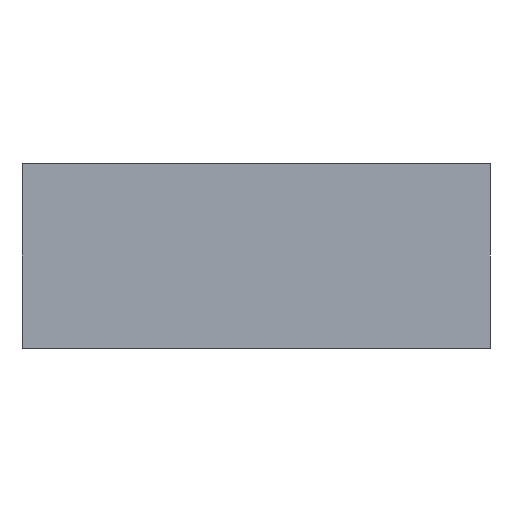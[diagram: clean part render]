
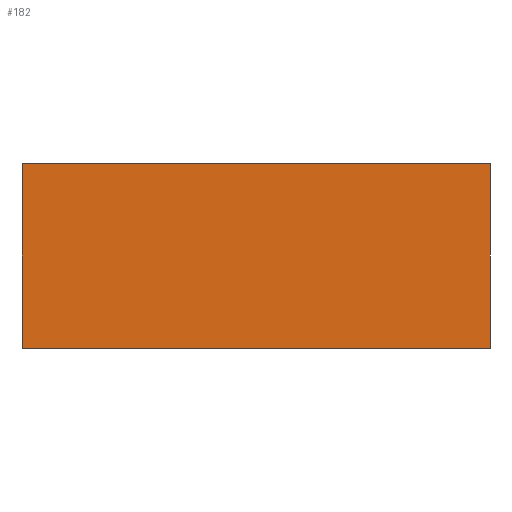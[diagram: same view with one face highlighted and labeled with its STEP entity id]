
A CAD part, front view. The second image highlights one B-rep face of the part: STEP entity #182.
In plain terms, the highlighted planar face has unit normal (0, -1, 0).
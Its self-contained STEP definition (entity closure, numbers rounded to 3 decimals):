
#20 = DIRECTION ( 'NONE',  ( 0., 0., -1. ) ) ;
#25 = EDGE_CURVE ( 'NONE', #167, #29, #318, .T. ) ;
#27 = CARTESIAN_POINT ( 'NONE',  ( -12.7, 0., 10. ) ) ;
#29 = VERTEX_POINT ( 'NONE', #379 ) ;
#34 = CARTESIAN_POINT ( 'NONE',  ( 12.7, 0., 10. ) ) ;
#54 = CARTESIAN_POINT ( 'NONE',  ( -12.7, 0., 10. ) ) ;
#60 = DIRECTION ( 'NONE',  ( 0., 0., -1. ) ) ;
#62 = VECTOR ( 'NONE', #356, 1000. ) ;
#75 = VERTEX_POINT ( 'NONE', #347 ) ;
#86 = FACE_OUTER_BOUND ( 'NONE', #254, .T. ) ;
#90 = DIRECTION ( 'NONE',  ( -1., 0., 0. ) ) ;
#91 = CARTESIAN_POINT ( 'NONE',  ( -12.7, 0., 10. ) ) ;
#116 = LINE ( 'NONE', #34, #325 ) ;
#122 = EDGE_CURVE ( 'NONE', #29, #201, #323, .T. ) ;
#163 = ORIENTED_EDGE ( 'NONE', *, *, #25, .T. ) ;
#167 = VERTEX_POINT ( 'NONE', #91 ) ;
#182 = ADVANCED_FACE ( 'NONE', ( #86 ), #214, .F. ) ;
#199 = ORIENTED_EDGE ( 'NONE', *, *, #243, .F. ) ;
#201 = VERTEX_POINT ( 'NONE', #307 ) ;
#211 = CARTESIAN_POINT ( 'NONE',  ( -12.7, 0., 10. ) ) ;
#214 = PLANE ( 'NONE',  #306 ) ;
#216 = EDGE_CURVE ( 'NONE', #75, #201, #116, .T. ) ;
#243 = EDGE_CURVE ( 'NONE', #167, #75, #330, .T. ) ;
#244 = DIRECTION ( 'NONE',  ( 0., 1., 0. ) ) ;
#254 = EDGE_LOOP ( 'NONE', ( #285, #278, #199, #163 ) ) ;
#278 = ORIENTED_EDGE ( 'NONE', *, *, #216, .F. ) ;
#285 = ORIENTED_EDGE ( 'NONE', *, *, #122, .T. ) ;
#298 = VECTOR ( 'NONE', #349, 1000. ) ;
#306 = AXIS2_PLACEMENT_3D ( 'NONE', #27, #244, #90 ) ;
#307 = CARTESIAN_POINT ( 'NONE',  ( 12.7, 0., 0. ) ) ;
#318 = LINE ( 'NONE', #211, #367 ) ;
#319 = CARTESIAN_POINT ( 'NONE',  ( -12.7, 0., 0. ) ) ;
#323 = LINE ( 'NONE', #319, #298 ) ;
#325 = VECTOR ( 'NONE', #60, 1000. ) ;
#330 = LINE ( 'NONE', #54, #62 ) ;
#347 = CARTESIAN_POINT ( 'NONE',  ( 12.7, 0., 10. ) ) ;
#349 = DIRECTION ( 'NONE',  ( 1., 0., 0. ) ) ;
#356 = DIRECTION ( 'NONE',  ( 1., 0., 0. ) ) ;
#367 = VECTOR ( 'NONE', #20, 1000. ) ;
#379 = CARTESIAN_POINT ( 'NONE',  ( -12.7, 0., 0. ) ) ;
